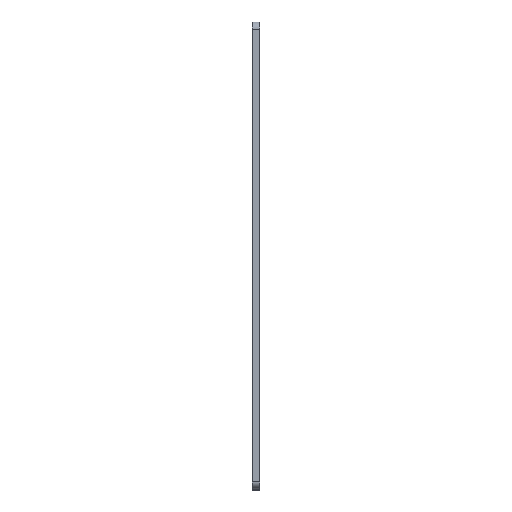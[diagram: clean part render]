
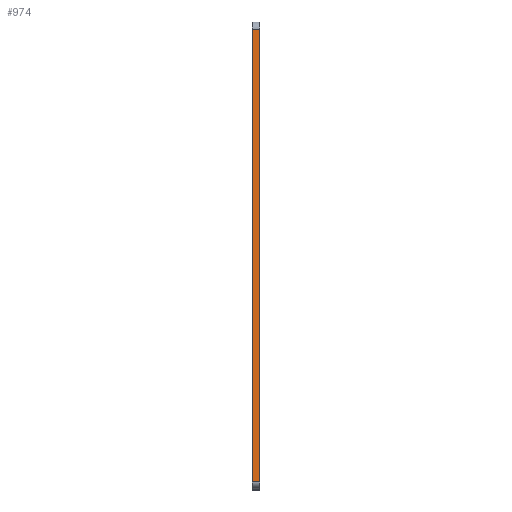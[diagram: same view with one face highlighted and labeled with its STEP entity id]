
A CAD part, top view. The second image highlights one B-rep face of the part: STEP entity #974.
In plain terms, the highlighted planar face has unit normal (0, 0, 1).
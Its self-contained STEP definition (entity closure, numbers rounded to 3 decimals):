
#42 = AXIS2_PLACEMENT_3D ( 'NONE', #655, #713, #712 ) ;
#64 = CARTESIAN_POINT ( 'NONE',  ( -630.341, 260.485, 781.001 ) ) ;
#79 = CARTESIAN_POINT ( 'NONE',  ( -631.341, 260.485, 781.001 ) ) ;
#159 = CARTESIAN_POINT ( 'NONE',  ( -631.341, 198.485, 781.001 ) ) ;
#166 = DIRECTION ( 'NONE',  ( 0., -1., 0. ) ) ;
#238 = VECTOR ( 'NONE', #1030, 1000. ) ;
#240 = LINE ( 'NONE', #1078, #238 ) ;
#290 = CARTESIAN_POINT ( 'NONE',  ( -630.341, 229.485, 781.001 ) ) ;
#342 = VECTOR ( 'NONE', #166, 1000. ) ;
#347 = LINE ( 'NONE', #290, #342 ) ;
#384 = VECTOR ( 'NONE', #585, 1000. ) ;
#392 = EDGE_CURVE ( 'NONE', #622, #636, #508, .T. ) ;
#394 = LINE ( 'NONE', #618, #384 ) ;
#440 = FACE_OUTER_BOUND ( 'NONE', #1223, .T. ) ;
#503 = VECTOR ( 'NONE', #1185, 1000. ) ;
#508 = LINE ( 'NONE', #1246, #503 ) ;
#585 = DIRECTION ( 'NONE',  ( 1., 0., 0. ) ) ;
#618 = CARTESIAN_POINT ( 'NONE',  ( -630.341, 198.485, 781.001 ) ) ;
#622 = VERTEX_POINT ( 'NONE', #79 ) ;
#632 = VERTEX_POINT ( 'NONE', #64 ) ;
#636 = VERTEX_POINT ( 'NONE', #159 ) ;
#655 = CARTESIAN_POINT ( 'NONE',  ( -630.341, 229.485, 781.001 ) ) ;
#712 = DIRECTION ( 'NONE',  ( 0., 1., 0. ) ) ;
#713 = DIRECTION ( 'NONE',  ( 0., 0., -1. ) ) ;
#715 = PLANE ( 'NONE',  #42 ) ;
#725 = ORIENTED_EDGE ( 'NONE', *, *, #1051, .T. ) ;
#726 = ORIENTED_EDGE ( 'NONE', *, *, #392, .T. ) ;
#734 = ORIENTED_EDGE ( 'NONE', *, *, #1074, .F. ) ;
#974 = ADVANCED_FACE ( 'NONE', ( #440 ), #715, .F. ) ;
#1018 = ORIENTED_EDGE ( 'NONE', *, *, #1250, .F. ) ;
#1030 = DIRECTION ( 'NONE',  ( 1., 0., 0. ) ) ;
#1051 = EDGE_CURVE ( 'NONE', #636, #1247, #394, .T. ) ;
#1053 = CARTESIAN_POINT ( 'NONE',  ( -630.341, 198.485, 781.001 ) ) ;
#1074 = EDGE_CURVE ( 'NONE', #632, #1247, #347, .T. ) ;
#1078 = CARTESIAN_POINT ( 'NONE',  ( -630.341, 260.485, 781.001 ) ) ;
#1185 = DIRECTION ( 'NONE',  ( 0., -1., 0. ) ) ;
#1223 = EDGE_LOOP ( 'NONE', ( #1018, #726, #725, #734 ) ) ;
#1246 = CARTESIAN_POINT ( 'NONE',  ( -631.341, 229.485, 781.001 ) ) ;
#1247 = VERTEX_POINT ( 'NONE', #1053 ) ;
#1250 = EDGE_CURVE ( 'NONE', #622, #632, #240, .T. ) ;
